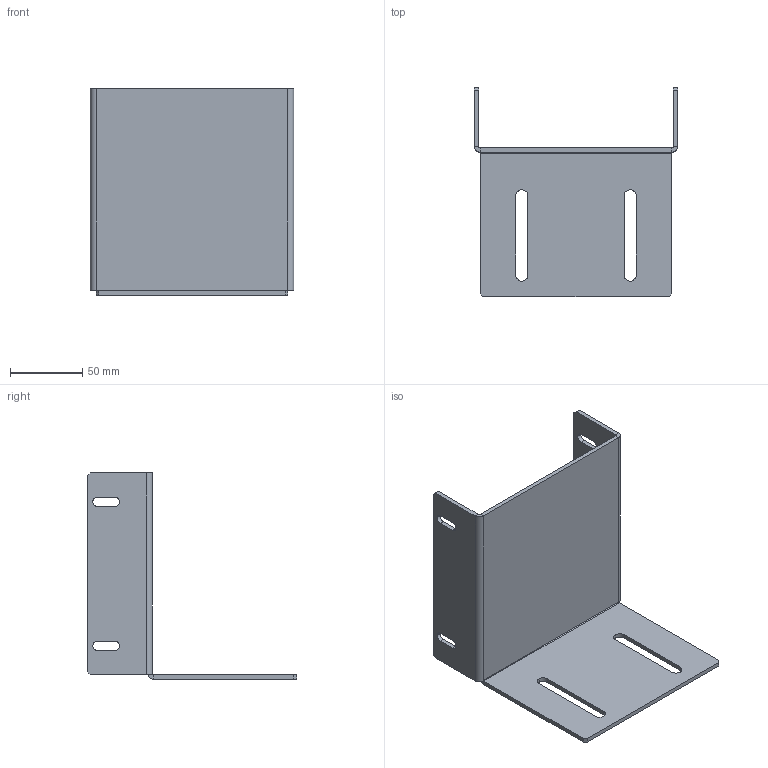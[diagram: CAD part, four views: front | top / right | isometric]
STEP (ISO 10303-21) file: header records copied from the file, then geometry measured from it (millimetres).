
FILE_DESCRIPTION (( 'STEP AP214' ), '1' );
FILE_NAME ('Z-100066_16100000X_LIMAX MW_LIMAX-CP.step', '2018-01-30T12:27:38', ( '' ), ( '' ), 'SwSTEP 2.0', 'SolidWorks 2017', '' );
FILE_SCHEMA (( 'AUTOMOTIVE_DESIGN' ));
Length unit declared in the file: millimetre
Products named in the file (1): Z-100066_16100000X_LIMAX MW_LIMAX-CP
Bounding box: 141 x 145 x 143 mm (x, y, z)
Volume: 129878.5 mm3; surface area: 90705.9 mm2
Topology: 1 solids, 1 shells, 68 faces, 176 edges, 110 vertices
Faces by surface type: plane 44, cylinder 24
Entity records: 2112 total; most frequent: DIRECTION 364, CARTESIAN_POINT 355, ORIENTED_EDGE 352, EDGE_CURVE 176, LINE 126, VECTOR 126, AXIS2_PLACEMENT_3D 119, VERTEX_POINT 110
